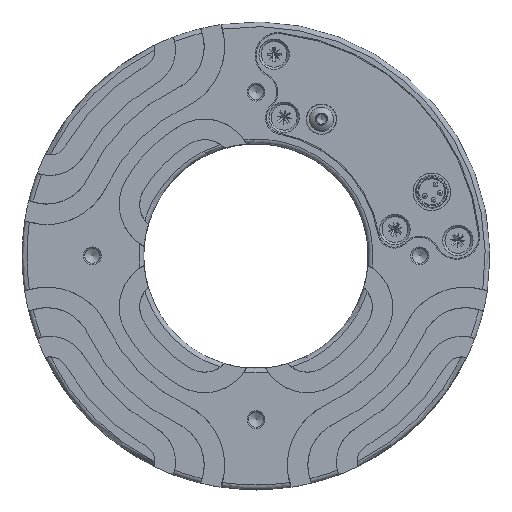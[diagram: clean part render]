
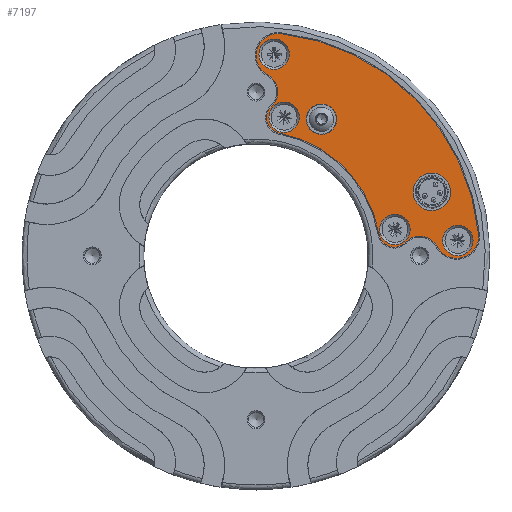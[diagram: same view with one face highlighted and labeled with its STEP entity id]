
A CAD part, top view. The second image highlights one B-rep face of the part: STEP entity #7197.
In plain terms, the highlighted planar face has unit normal (0, 0, 1).
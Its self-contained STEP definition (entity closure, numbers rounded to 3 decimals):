
#1772=ORIENTED_EDGE('',*,*,#2747,.T.);
#1773=ORIENTED_EDGE('',*,*,#2746,.T.);
#1774=ORIENTED_EDGE('',*,*,#2656,.T.);
#1775=ORIENTED_EDGE('',*,*,#2748,.T.);
#1776=ORIENTED_EDGE('',*,*,#2660,.T.);
#1777=ORIENTED_EDGE('',*,*,#2658,.T.);
#1778=ORIENTED_EDGE('',*,*,#2745,.F.);
#1779=ORIENTED_EDGE('',*,*,#2731,.F.);
#1780=ORIENTED_EDGE('',*,*,#2734,.F.);
#1781=ORIENTED_EDGE('',*,*,#2736,.F.);
#1782=ORIENTED_EDGE('',*,*,#2738,.F.);
#1783=ORIENTED_EDGE('',*,*,#2740,.F.);
#1784=ORIENTED_EDGE('',*,*,#2742,.F.);
#1785=ORIENTED_EDGE('',*,*,#2744,.F.);
#2656=EDGE_CURVE('',#3256,#3256,#3691,.T.);
#2658=EDGE_CURVE('',#3258,#3258,#3693,.T.);
#2660=EDGE_CURVE('',#3260,#3260,#3695,.T.);
#2731=EDGE_CURVE('',#3319,#3320,#3741,.T.);
#2734=EDGE_CURVE('',#3321,#3319,#3742,.T.);
#2736=EDGE_CURVE('',#3322,#3321,#3743,.T.);
#2738=EDGE_CURVE('',#3323,#3322,#3744,.T.);
#2740=EDGE_CURVE('',#3324,#3323,#3745,.T.);
#2742=EDGE_CURVE('',#3325,#3324,#3746,.T.);
#2744=EDGE_CURVE('',#3326,#3325,#3747,.T.);
#2745=EDGE_CURVE('',#3320,#3326,#3748,.T.);
#2746=EDGE_CURVE('',#3327,#3327,#3749,.T.);
#2747=EDGE_CURVE('',#3328,#3328,#3750,.T.);
#2748=EDGE_CURVE('',#3329,#3329,#3751,.T.);
#3256=VERTEX_POINT('',#10388);
#3258=VERTEX_POINT('',#10393);
#3260=VERTEX_POINT('',#10398);
#3319=VERTEX_POINT('',#10610);
#3320=VERTEX_POINT('',#10612);
#3321=VERTEX_POINT('',#10616);
#3322=VERTEX_POINT('',#10620);
#3323=VERTEX_POINT('',#10624);
#3324=VERTEX_POINT('',#10628);
#3325=VERTEX_POINT('',#10632);
#3326=VERTEX_POINT('',#10636);
#3327=VERTEX_POINT('',#10642);
#3328=VERTEX_POINT('',#10645);
#3329=VERTEX_POINT('',#10648);
#3691=CIRCLE('',#7687,3.25);
#3693=CIRCLE('',#7690,3.25);
#3695=CIRCLE('',#7693,3.25);
#3741=CIRCLE('',#7786,4.2);
#3742=CIRCLE('',#7788,3.3);
#3743=CIRCLE('',#7790,26.7);
#3744=CIRCLE('',#7792,3.3);
#3745=CIRCLE('',#7794,4.2);
#3746=CIRCLE('',#7796,4.719);
#3747=CIRCLE('',#7798,47.8);
#3748=CIRCLE('',#7800,4.719);
#3749=CIRCLE('',#7802,3.25);
#3750=CIRCLE('',#7804,3.1);
#3751=CIRCLE('',#7806,3.25);
#4004=EDGE_LOOP('',(#1772));
#4005=EDGE_LOOP('',(#1773));
#4006=EDGE_LOOP('',(#1774));
#4007=EDGE_LOOP('',(#1775));
#4008=EDGE_LOOP('',(#1776));
#4009=EDGE_LOOP('',(#1777));
#4010=EDGE_LOOP('',(#1778,#1779,#1780,#1781,#1782,#1783,#1784,#1785));
#4413=FACE_BOUND('',#4004,.T.);
#4414=FACE_BOUND('',#4005,.T.);
#4415=FACE_BOUND('',#4006,.T.);
#4416=FACE_BOUND('',#4007,.T.);
#4417=FACE_BOUND('',#4008,.T.);
#4418=FACE_BOUND('',#4009,.T.);
#4419=FACE_BOUND('',#4010,.T.);
#4617=PLANE('',#7805);
#7197=ADVANCED_FACE('',(#4413,#4414,#4415,#4416,#4417,#4418,#4419),#4617,
 .F.);
#7687=AXIS2_PLACEMENT_3D('',#10387,#8725,#8726);
#7690=AXIS2_PLACEMENT_3D('',#10392,#8731,#8732);
#7693=AXIS2_PLACEMENT_3D('',#10397,#8737,#8738);
#7786=AXIS2_PLACEMENT_3D('',#10611,#8936,#8937);
#7788=AXIS2_PLACEMENT_3D('',#10617,#8942,#8943);
#7790=AXIS2_PLACEMENT_3D('',#10621,#8947,#8948);
#7792=AXIS2_PLACEMENT_3D('',#10625,#8952,#8953);
#7794=AXIS2_PLACEMENT_3D('',#10629,#8957,#8958);
#7796=AXIS2_PLACEMENT_3D('',#10633,#8962,#8963);
#7798=AXIS2_PLACEMENT_3D('',#10637,#8967,#8968);
#7800=AXIS2_PLACEMENT_3D('',#10639,#8971,#8972);
#7802=AXIS2_PLACEMENT_3D('',#10641,#8975,#8976);
#7804=AXIS2_PLACEMENT_3D('',#10644,#8979,#8980);
#7805=AXIS2_PLACEMENT_3D('',#10646,#8981,#8982);
#7806=AXIS2_PLACEMENT_3D('',#10647,#8983,#8984);
#8725=DIRECTION('',(0.,0.,-1.));
#8726=DIRECTION('',(0.,1.,0.));
#8731=DIRECTION('',(0.,0.,-1.));
#8732=DIRECTION('',(0.,1.,0.));
#8737=DIRECTION('',(0.,0.,-1.));
#8738=DIRECTION('',(0.,1.,0.));
#8936=DIRECTION('',(0.,0.,1.));
#8937=DIRECTION('',(-1.,0.,0.));
#8942=DIRECTION('',(0.,0.,-1.));
#8943=DIRECTION('',(1.,0.,0.));
#8947=DIRECTION('',(0.,0.,1.));
#8948=DIRECTION('',(1.,0.,0.));
#8952=DIRECTION('',(0.,0.,-1.));
#8953=DIRECTION('',(1.,0.,0.));
#8957=DIRECTION('',(0.,0.,1.));
#8958=DIRECTION('',(1.,0.,0.));
#8962=DIRECTION('',(0.,0.,-1.));
#8963=DIRECTION('',(-1.,0.,0.));
#8967=DIRECTION('',(0.,0.,-1.));
#8968=DIRECTION('',(1.,0.,0.));
#8971=DIRECTION('',(0.,0.,-1.));
#8972=DIRECTION('',(1.,0.,0.));
#8975=DIRECTION('',(0.,0.,-1.));
#8976=DIRECTION('',(0.,-1.,0.));
#8979=DIRECTION('',(0.,0.,-1.));
#8980=DIRECTION('',(-1.,0.,0.));
#8981=DIRECTION('',(0.,0.,-1.));
#8982=DIRECTION('',(-1.,0.,0.));
#8983=DIRECTION('',(0.,0.,-1.));
#8984=DIRECTION('',(0.,1.,0.));
#10387=CARTESIAN_POINT('',(3.869,43.095,6.));
#10388=CARTESIAN_POINT('',(3.869,46.345,6.));
#10392=CARTESIAN_POINT('',(6.023,29.622,6.));
#10393=CARTESIAN_POINT('',(6.023,32.872,6.));
#10397=CARTESIAN_POINT('',(29.698,5.635,6.));
#10398=CARTESIAN_POINT('',(29.698,8.885,6.));
#10610=CARTESIAN_POINT('',(3.305,31.91,6.));
#10611=CARTESIAN_POINT('',(0.458,34.997,6.));
#10612=CARTESIAN_POINT('',(2.477,38.68,6.));
#10616=CARTESIAN_POINT('',(4.933,26.24,6.));
#10617=CARTESIAN_POINT('',(5.542,29.484,6.));
#10620=CARTESIAN_POINT('',(26.303,4.589,6.));
#10621=CARTESIAN_POINT('',(0.,0.,6.));
#10624=CARTESIAN_POINT('',(31.95,2.887,6.));
#10625=CARTESIAN_POINT('',(29.554,5.156,6.));
#10628=CARTESIAN_POINT('',(38.709,1.971,6.));
#10629=CARTESIAN_POINT('',(35.,0.,6.));
#10632=CARTESIAN_POINT('',(47.574,4.643,6.));
#10633=CARTESIAN_POINT('',(42.877,4.185,6.));
#10636=CARTESIAN_POINT('',(5.265,47.509,6.));
#10637=CARTESIAN_POINT('',(0.,0.,6.));
#10639=CARTESIAN_POINT('',(4.746,42.818,6.));
#10641=CARTESIAN_POINT('',(13.991,29.206,6.));
#10642=CARTESIAN_POINT('',(13.991,25.956,6.));
#10644=CARTESIAN_POINT('',(37.588,13.681,6.));
#10645=CARTESIAN_POINT('',(34.488,13.681,6.));
#10646=CARTESIAN_POINT('',(2.373,21.409,6.));
#10647=CARTESIAN_POINT('',(43.142,3.305,6.));
#10648=CARTESIAN_POINT('',(43.142,6.555,6.));
